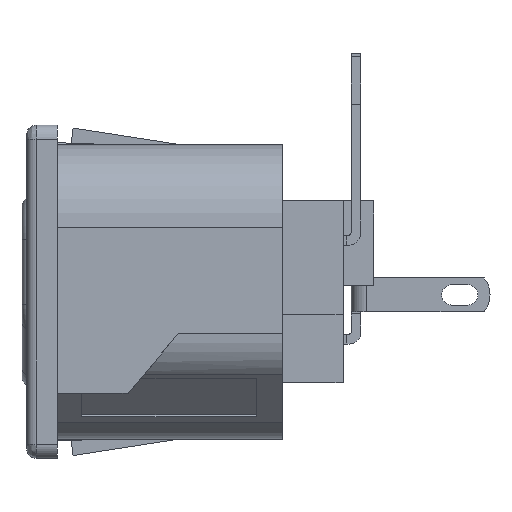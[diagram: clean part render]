
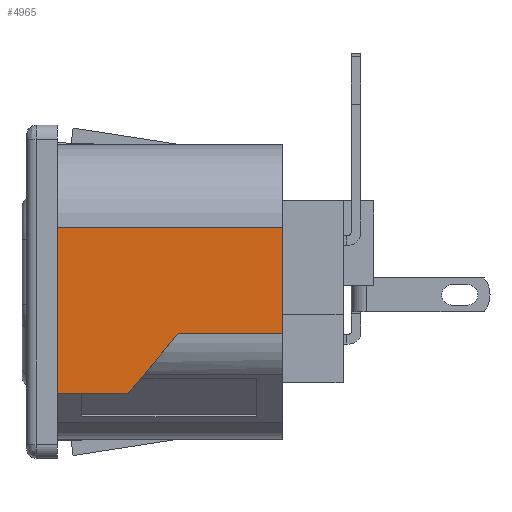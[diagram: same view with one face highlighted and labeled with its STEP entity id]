
A CAD part, left-side view. The second image highlights one B-rep face of the part: STEP entity #4965.
In plain terms, the highlighted planar face has unit normal (-1, 0, 0).
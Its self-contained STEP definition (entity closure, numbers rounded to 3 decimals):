
#164 = CARTESIAN_POINT ( 'NONE',  ( -15.95, 0., -8.407 ) ) ;
#220 = EDGE_CURVE ( 'NONE', #1312, #5452, #3731, .T. ) ;
#261 = DIRECTION ( 'NONE',  ( 0., 1., 0. ) ) ;
#337 = VECTOR ( 'NONE', #14003, 1000. ) ;
#1205 = ORIENTED_EDGE ( 'NONE', *, *, #15548, .F. ) ;
#1287 = EDGE_CURVE ( 'NONE', #2792, #5452, #10432, .T. ) ;
#1312 = VERTEX_POINT ( 'NONE', #6954 ) ;
#1752 = ORIENTED_EDGE ( 'NONE', *, *, #220, .F. ) ;
#1971 = VECTOR ( 'NONE', #10183, 1000. ) ;
#2081 = CARTESIAN_POINT ( 'NONE',  ( -15.95, -18.61, -3.472 ) ) ;
#2114 = VECTOR ( 'NONE', #3445, 1000. ) ;
#2656 = LINE ( 'NONE', #7572, #14659 ) ;
#2792 = VERTEX_POINT ( 'NONE', #14893 ) ;
#3045 = ORIENTED_EDGE ( 'NONE', *, *, #5795, .T. ) ;
#3162 = DIRECTION ( 'NONE',  ( 0., 0.643, -0.766 ) ) ;
#3219 = VERTEX_POINT ( 'NONE', #4240 ) ;
#3445 = DIRECTION ( 'NONE',  ( 0., 0., 1. ) ) ;
#3731 = LINE ( 'NONE', #164, #2114 ) ;
#3835 = AXIS2_PLACEMENT_3D ( 'NONE', #2081, #8282, #10747 ) ;
#4240 = CARTESIAN_POINT ( 'NONE',  ( -15.95, -9.983, -3.472 ) ) ;
#4772 = EDGE_LOOP ( 'NONE', ( #3045, #8005, #1752, #11562, #1205, #13075 ) ) ;
#4965 = ADVANCED_FACE ( 'NONE', ( #5898 ), #12963, .T. ) ;
#5452 = VERTEX_POINT ( 'NONE', #9607 ) ;
#5795 = EDGE_CURVE ( 'NONE', #15293, #2792, #7288, .T. ) ;
#5898 = FACE_OUTER_BOUND ( 'NONE', #4772, .T. ) ;
#6643 = VECTOR ( 'NONE', #8549, 1000. ) ;
#6741 = LINE ( 'NONE', #11346, #10462 ) ;
#6954 = CARTESIAN_POINT ( 'NONE',  ( -15.95, 0., -8.407 ) ) ;
#7288 = LINE ( 'NONE', #13392, #6643 ) ;
#7572 = CARTESIAN_POINT ( 'NONE',  ( -15.95, -5.842, -8.407 ) ) ;
#8005 = ORIENTED_EDGE ( 'NONE', *, *, #1287, .T. ) ;
#8082 = VERTEX_POINT ( 'NONE', #11632 ) ;
#8282 = DIRECTION ( 'NONE',  ( -1., 0., 0. ) ) ;
#8442 = EDGE_CURVE ( 'NONE', #15293, #3219, #11377, .T. ) ;
#8549 = DIRECTION ( 'NONE',  ( 0., 0., 1. ) ) ;
#9012 = CARTESIAN_POINT ( 'NONE',  ( -15.95, -18.61, 5.28 ) ) ;
#9240 = CARTESIAN_POINT ( 'NONE',  ( -15.95, -18.61, -3.472 ) ) ;
#9561 = EDGE_CURVE ( 'NONE', #8082, #1312, #2656, .T. ) ;
#9607 = CARTESIAN_POINT ( 'NONE',  ( -15.95, 0., 5.28 ) ) ;
#10183 = DIRECTION ( 'NONE',  ( 0., 1., 0. ) ) ;
#10432 = LINE ( 'NONE', #9012, #337 ) ;
#10462 = VECTOR ( 'NONE', #3162, 1000. ) ;
#10747 = DIRECTION ( 'NONE',  ( 0., 0., 1. ) ) ;
#11346 = CARTESIAN_POINT ( 'NONE',  ( -15.95, -9.983, -3.472 ) ) ;
#11377 = LINE ( 'NONE', #9240, #1971 ) ;
#11562 = ORIENTED_EDGE ( 'NONE', *, *, #9561, .F. ) ;
#11632 = CARTESIAN_POINT ( 'NONE',  ( -15.95, -5.842, -8.407 ) ) ;
#12963 = PLANE ( 'NONE',  #3835 ) ;
#13075 = ORIENTED_EDGE ( 'NONE', *, *, #8442, .F. ) ;
#13392 = CARTESIAN_POINT ( 'NONE',  ( -15.95, -18.61, -3.472 ) ) ;
#14003 = DIRECTION ( 'NONE',  ( 0., 1., 0. ) ) ;
#14204 = CARTESIAN_POINT ( 'NONE',  ( -15.95, -18.61, -3.472 ) ) ;
#14659 = VECTOR ( 'NONE', #261, 1000. ) ;
#14893 = CARTESIAN_POINT ( 'NONE',  ( -15.95, -18.61, 5.28 ) ) ;
#15293 = VERTEX_POINT ( 'NONE', #14204 ) ;
#15548 = EDGE_CURVE ( 'NONE', #3219, #8082, #6741, .T. ) ;
